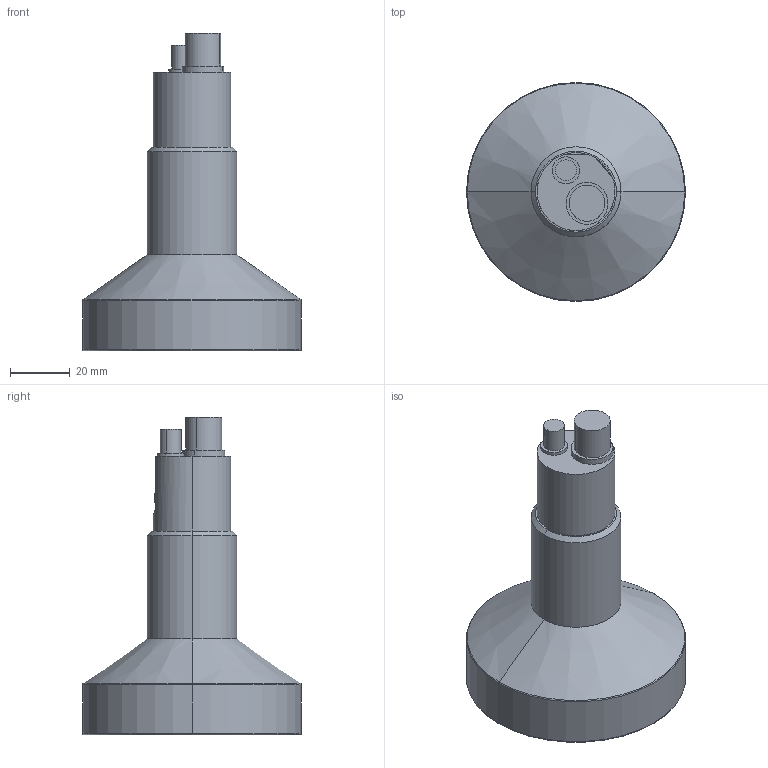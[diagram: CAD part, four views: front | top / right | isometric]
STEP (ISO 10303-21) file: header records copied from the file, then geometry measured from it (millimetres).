
FILE_DESCRIPTION((''),'2;1');
FILE_NAME('UC6000-30GM-2EP-IO-V1_SW0001','2012-03-08T',('dhelisch'),(''),'PRO/ENGINEER BY PARAMETRIC TECHNOLOGY CORPORATION, 2007250','PRO/ENGINEER BY PARAMETRIC TECHNOLOGY CORPORATION, 2007250','');
FILE_SCHEMA(('CONFIG_CONTROL_DESIGN'));
Length unit declared in the file: millimetre
Products named in the file (1): UC6000-30GM-2EP-IO-V1_SW0001
Bounding box: 73 x 73 x 106 mm (x, y, z)
Surface area: 19051.4 mm2 (no closed solid volume)
Topology: 0 solids, 1 shells, 45 faces, 92 edges, 58 vertices
Faces by surface type: cylinder 20, plane 13, cone 8, torus 4
Entity records: 1663 total; most frequent: DIRECTION 238, CARTESIAN_POINT 217, ORIENTED_EDGE 184, AXIS2_PLACEMENT_3D 103, EDGE_CURVE 92, COLOUR_RGB 65, VERTEX_POINT 58, CIRCLE 58
